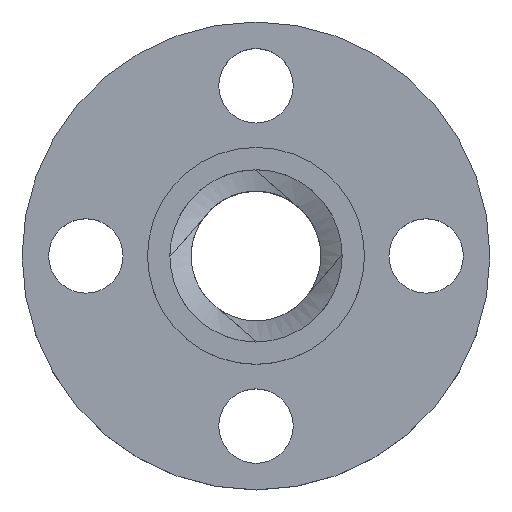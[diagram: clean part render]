
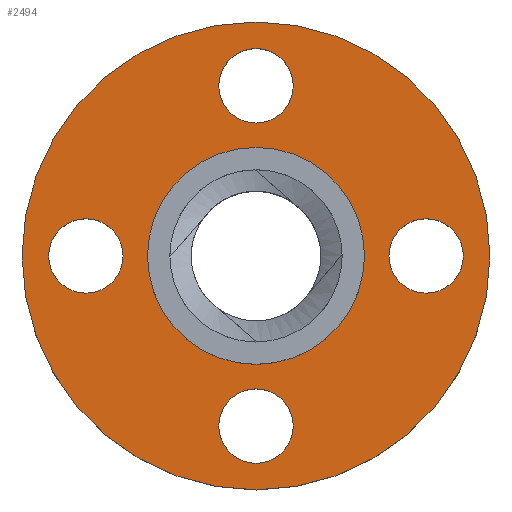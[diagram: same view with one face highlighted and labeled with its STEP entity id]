
A CAD part, top view. The second image highlights one B-rep face of the part: STEP entity #2494.
In plain terms, the highlighted planar face has unit normal (0, 0, 1).
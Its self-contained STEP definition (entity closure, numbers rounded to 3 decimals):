
#5 = VERTEX_POINT ( 'NONE', #3252 ) ;
#34 = FACE_BOUND ( 'NONE', #3440, .T. ) ;
#40 = CARTESIAN_POINT ( 'NONE',  ( 0., -8., 13.5 ) ) ;
#111 = CARTESIAN_POINT ( 'NONE',  ( 6.25, 0., 13.5 ) ) ;
#123 = EDGE_CURVE ( 'NONE', #1089, #237, #1783, .T. ) ;
#131 = AXIS2_PLACEMENT_3D ( 'NONE', #2014, #1680, #428 ) ;
#137 = EDGE_LOOP ( 'NONE', ( #2528, #3171 ) ) ;
#156 = DIRECTION ( 'NONE',  ( 0., 1., 0. ) ) ;
#197 = CIRCLE ( 'NONE', #724, 5.1 ) ;
#210 = CARTESIAN_POINT ( 'NONE',  ( -6.25, 0., 13.5 ) ) ;
#237 = VERTEX_POINT ( 'NONE', #1455 ) ;
#249 = CARTESIAN_POINT ( 'NONE',  ( -8., 0., 13.5 ) ) ;
#253 = AXIS2_PLACEMENT_3D ( 'NONE', #1761, #3281, #156 ) ;
#257 = AXIS2_PLACEMENT_3D ( 'NONE', #1915, #3196, #1597 ) ;
#274 = ORIENTED_EDGE ( 'NONE', *, *, #123, .T. ) ;
#294 = ORIENTED_EDGE ( 'NONE', *, *, #4058, .F. ) ;
#318 = DIRECTION ( 'NONE',  ( 1., 0., 0. ) ) ;
#323 = EDGE_CURVE ( 'NONE', #2831, #3486, #2572, .T. ) ;
#344 = ORIENTED_EDGE ( 'NONE', *, *, #2973, .T. ) ;
#369 = EDGE_CURVE ( 'NONE', #237, #1089, #1787, .T. ) ;
#373 = DIRECTION ( 'NONE',  ( 0., -1., 0. ) ) ;
#419 = DIRECTION ( 'NONE',  ( 0., 0., 1. ) ) ;
#428 = DIRECTION ( 'NONE',  ( 1., 0., 0. ) ) ;
#456 = CIRCLE ( 'NONE', #131, 5.1 ) ;
#509 = CARTESIAN_POINT ( 'NONE',  ( 0., 0., 13.5 ) ) ;
#521 = AXIS2_PLACEMENT_3D ( 'NONE', #3272, #419, #2956 ) ;
#523 = DIRECTION ( 'NONE',  ( 0., 0., 1. ) ) ;
#588 = VERTEX_POINT ( 'NONE', #1430 ) ;
#653 = ORIENTED_EDGE ( 'NONE', *, *, #323, .T. ) ;
#724 = AXIS2_PLACEMENT_3D ( 'NONE', #509, #523, #793 ) ;
#793 = DIRECTION ( 'NONE',  ( 1., 0., 0. ) ) ;
#844 = AXIS2_PLACEMENT_3D ( 'NONE', #1226, #1278, #318 ) ;
#891 = DIRECTION ( 'NONE',  ( 0., -1., 0. ) ) ;
#929 = CARTESIAN_POINT ( 'NONE',  ( 0., 8., 13.5 ) ) ;
#974 = EDGE_CURVE ( 'NONE', #1029, #4102, #2375, .T. ) ;
#980 = CIRCLE ( 'NONE', #257, 1.75 ) ;
#998 = CARTESIAN_POINT ( 'NONE',  ( -8., 0., 13.5 ) ) ;
#1029 = VERTEX_POINT ( 'NONE', #1585 ) ;
#1057 = CARTESIAN_POINT ( 'NONE',  ( 0., 8., 13.5 ) ) ;
#1062 = CIRCLE ( 'NONE', #2648, 1.75 ) ;
#1089 = VERTEX_POINT ( 'NONE', #210 ) ;
#1192 = CIRCLE ( 'NONE', #844, 11. ) ;
#1217 = EDGE_CURVE ( 'NONE', #3486, #2831, #1192, .T. ) ;
#1226 = CARTESIAN_POINT ( 'NONE',  ( 0., 0., 13.5 ) ) ;
#1241 = VERTEX_POINT ( 'NONE', #1876 ) ;
#1278 = DIRECTION ( 'NONE',  ( 0., 0., 1. ) ) ;
#1345 = ORIENTED_EDGE ( 'NONE', *, *, #1217, .T. ) ;
#1370 = EDGE_CURVE ( 'NONE', #3465, #5, #980, .T. ) ;
#1380 = DIRECTION ( 'NONE',  ( 0., 0., -1. ) ) ;
#1430 = CARTESIAN_POINT ( 'NONE',  ( -1.75, 8., 13.5 ) ) ;
#1455 = CARTESIAN_POINT ( 'NONE',  ( -9.75, 0., 13.5 ) ) ;
#1475 = FACE_BOUND ( 'NONE', #2222, .T. ) ;
#1530 = VERTEX_POINT ( 'NONE', #2191 ) ;
#1539 = PLANE ( 'NONE',  #3974 ) ;
#1585 = CARTESIAN_POINT ( 'NONE',  ( 9.75, 0., 13.5 ) ) ;
#1587 = ORIENTED_EDGE ( 'NONE', *, *, #974, .T. ) ;
#1597 = DIRECTION ( 'NONE',  ( 1., 0., 0. ) ) ;
#1680 = DIRECTION ( 'NONE',  ( 0., 0., 1. ) ) ;
#1699 = DIRECTION ( 'NONE',  ( -1., 0., 0. ) ) ;
#1761 = CARTESIAN_POINT ( 'NONE',  ( 8., 0., 13.5 ) ) ;
#1783 = CIRCLE ( 'NONE', #2567, 1.75 ) ;
#1787 = CIRCLE ( 'NONE', #4033, 1.75 ) ;
#1808 = ORIENTED_EDGE ( 'NONE', *, *, #4052, .T. ) ;
#1824 = DIRECTION ( 'NONE',  ( 0., 0., -1. ) ) ;
#1857 = DIRECTION ( 'NONE',  ( 0., 0., -1. ) ) ;
#1876 = CARTESIAN_POINT ( 'NONE',  ( 1.75, 8., 13.5 ) ) ;
#1915 = CARTESIAN_POINT ( 'NONE',  ( 0., -8., 13.5 ) ) ;
#2014 = CARTESIAN_POINT ( 'NONE',  ( 0., 0., 13.5 ) ) ;
#2124 = CARTESIAN_POINT ( 'NONE',  ( 0., 0., 13.5 ) ) ;
#2185 = FACE_OUTER_BOUND ( 'NONE', #3211, .T. ) ;
#2191 = CARTESIAN_POINT ( 'NONE',  ( -5.1, 0., 13.5 ) ) ;
#2222 = EDGE_LOOP ( 'NONE', ( #294, #3765 ) ) ;
#2234 = CIRCLE ( 'NONE', #3380, 1.75 ) ;
#2375 = CIRCLE ( 'NONE', #3970, 1.75 ) ;
#2383 = CIRCLE ( 'NONE', #3828, 1.75 ) ;
#2413 = ORIENTED_EDGE ( 'NONE', *, *, #369, .T. ) ;
#2461 = DIRECTION ( 'NONE',  ( -1., 0., 0. ) ) ;
#2494 = ADVANCED_FACE ( 'NONE', ( #34, #3225, #3074, #3116, #1475, #2185 ), #1539, .T. ) ;
#2528 = ORIENTED_EDGE ( 'NONE', *, *, #3328, .T. ) ;
#2567 = AXIS2_PLACEMENT_3D ( 'NONE', #249, #3988, #891 ) ;
#2572 = CIRCLE ( 'NONE', #521, 11. ) ;
#2648 = AXIS2_PLACEMENT_3D ( 'NONE', #40, #1380, #3586 ) ;
#2662 = CARTESIAN_POINT ( 'NONE',  ( 5.1, 0., 13.5 ) ) ;
#2754 = EDGE_CURVE ( 'NONE', #1530, #2800, #197, .T. ) ;
#2768 = EDGE_LOOP ( 'NONE', ( #344, #3952 ) ) ;
#2800 = VERTEX_POINT ( 'NONE', #2662 ) ;
#2831 = VERTEX_POINT ( 'NONE', #4028 ) ;
#2956 = DIRECTION ( 'NONE',  ( 1., 0., 0. ) ) ;
#2973 = EDGE_CURVE ( 'NONE', #588, #1241, #2383, .T. ) ;
#3074 = FACE_BOUND ( 'NONE', #3135, .T. ) ;
#3080 = CARTESIAN_POINT ( 'NONE',  ( 8., 0., 13.5 ) ) ;
#3116 = FACE_BOUND ( 'NONE', #2768, .T. ) ;
#3135 = EDGE_LOOP ( 'NONE', ( #1808, #1587 ) ) ;
#3171 = ORIENTED_EDGE ( 'NONE', *, *, #1370, .T. ) ;
#3196 = DIRECTION ( 'NONE',  ( 0., 0., -1. ) ) ;
#3211 = EDGE_LOOP ( 'NONE', ( #1345, #653 ) ) ;
#3225 = FACE_BOUND ( 'NONE', #137, .T. ) ;
#3228 = DIRECTION ( 'NONE',  ( 0., 0., -1. ) ) ;
#3252 = CARTESIAN_POINT ( 'NONE',  ( -1.75, -8., 13.5 ) ) ;
#3270 = CARTESIAN_POINT ( 'NONE',  ( -11., 0., 13.5 ) ) ;
#3272 = CARTESIAN_POINT ( 'NONE',  ( 0., 0., 13.5 ) ) ;
#3281 = DIRECTION ( 'NONE',  ( 0., 0., -1. ) ) ;
#3328 = EDGE_CURVE ( 'NONE', #5, #3465, #1062, .T. ) ;
#3380 = AXIS2_PLACEMENT_3D ( 'NONE', #1057, #3612, #1699 ) ;
#3440 = EDGE_LOOP ( 'NONE', ( #2413, #274 ) ) ;
#3465 = VERTEX_POINT ( 'NONE', #3813 ) ;
#3486 = VERTEX_POINT ( 'NONE', #3270 ) ;
#3586 = DIRECTION ( 'NONE',  ( 1., 0., 0. ) ) ;
#3612 = DIRECTION ( 'NONE',  ( 0., 0., -1. ) ) ;
#3649 = CIRCLE ( 'NONE', #253, 1.75 ) ;
#3715 = DIRECTION ( 'NONE',  ( 0., 0., 1. ) ) ;
#3723 = EDGE_CURVE ( 'NONE', #1241, #588, #2234, .T. ) ;
#3765 = ORIENTED_EDGE ( 'NONE', *, *, #2754, .F. ) ;
#3813 = CARTESIAN_POINT ( 'NONE',  ( 1.75, -8., 13.5 ) ) ;
#3828 = AXIS2_PLACEMENT_3D ( 'NONE', #929, #1857, #2461 ) ;
#3952 = ORIENTED_EDGE ( 'NONE', *, *, #3723, .T. ) ;
#3970 = AXIS2_PLACEMENT_3D ( 'NONE', #3080, #1824, #4054 ) ;
#3974 = AXIS2_PLACEMENT_3D ( 'NONE', #2124, #3715, #4070 ) ;
#3988 = DIRECTION ( 'NONE',  ( 0., 0., -1. ) ) ;
#4028 = CARTESIAN_POINT ( 'NONE',  ( 11., 0., 13.5 ) ) ;
#4033 = AXIS2_PLACEMENT_3D ( 'NONE', #998, #3228, #373 ) ;
#4052 = EDGE_CURVE ( 'NONE', #4102, #1029, #3649, .T. ) ;
#4054 = DIRECTION ( 'NONE',  ( 0., 1., 0. ) ) ;
#4058 = EDGE_CURVE ( 'NONE', #2800, #1530, #456, .T. ) ;
#4070 = DIRECTION ( 'NONE',  ( 1., 0., 0. ) ) ;
#4102 = VERTEX_POINT ( 'NONE', #111 ) ;
